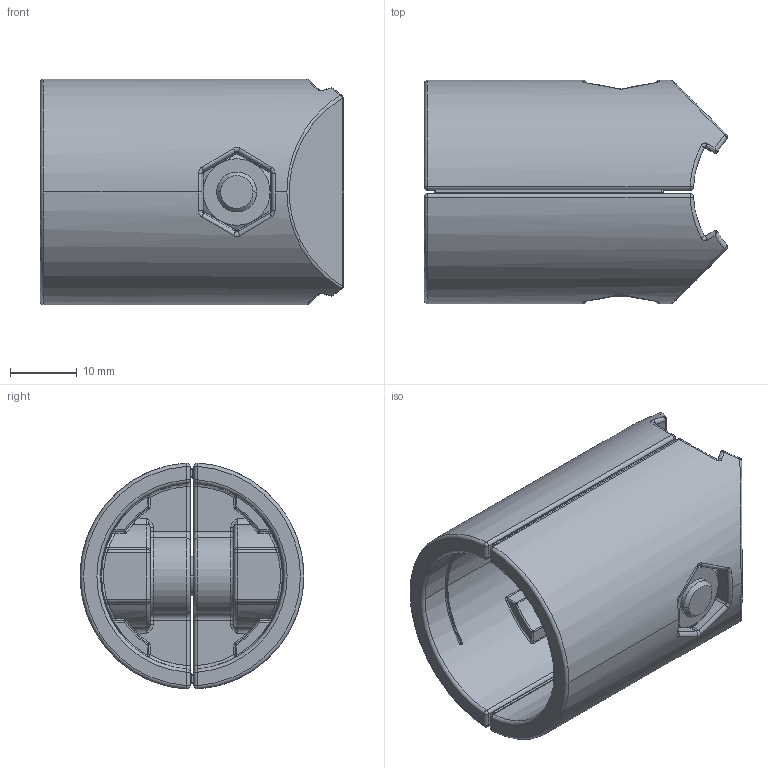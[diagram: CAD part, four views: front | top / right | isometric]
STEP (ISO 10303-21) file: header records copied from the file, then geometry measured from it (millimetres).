
FILE_DESCRIPTION (( 'STEP AP214' ), '1' );
FILE_NAME ('099rv2890ls01.STEP', '2014-08-21T12:21:36', ( '' ), ( '' ), 'SwSTEP 2.0', 'SolidWorks 2014', '' );
FILE_SCHEMA (( 'AUTOMOTIVE_DESIGN' ));
Length unit declared in the file: millimetre
Products named in the file (4): 106163 - 4DIN934m6m_Hexagon Nut ISO 4032 - M6 - W - C; 106019 - 4DIN912M0625M_DIN 912 M6 x 25 --- 25N; 099rv2890lr01_Standard; 099rv2890ls01
Assembly tree (4 placements, depth 2):
  099rv2890ls01
    099rv2890lr01_Standard  x2
    106019 - 4DIN912M0625M_DIN 912 M6 x 25 --- 25N
    106163 - 4DIN934m6m_Hexagon Nut ISO 4032 - M6 - W - C
Bounding box: 45.56 x 33.59 x 33.94 mm (x, y, z)
Volume: 19818.9 mm3; surface area: 13426.3 mm2
Topology: 4 solids, 4 shells, 739 faces, 1690 edges, 923 vertices
Faces by surface type: cylinder 262, bspline 150, torus 126, plane 115, sphere 66, cone 20
Entity records: 12827 total; most frequent: CARTESIAN_POINT 4321, DIRECTION 1791, ORIENTED_EDGE 1760, EDGE_CURVE 880, AXIS2_PLACEMENT_3D 756, VERTEX_POINT 494, CIRCLE 426, EDGE_LOOP 408
